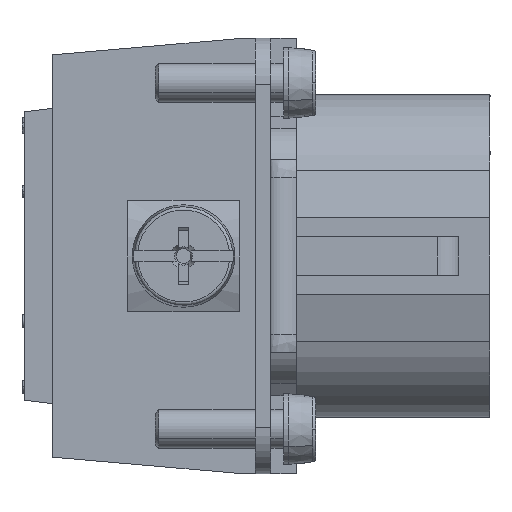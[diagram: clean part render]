
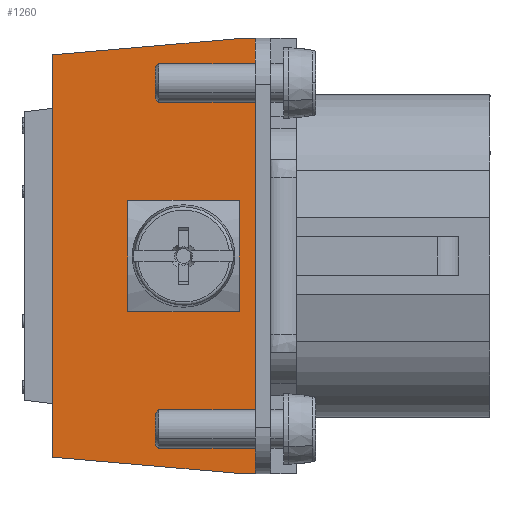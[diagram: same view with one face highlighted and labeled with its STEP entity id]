
A CAD part, left-side view. The second image highlights one B-rep face of the part: STEP entity #1260.
In plain terms, the highlighted planar face has unit normal (-1, 0, 0).
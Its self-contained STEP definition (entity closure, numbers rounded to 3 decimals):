
#1260=ADVANCED_FACE('',(#4784,#4785),#2075,.T.);
#2075=PLANE('',#13512);
#2592=LINE('',#18545,#3682);
#2593=LINE('',#18548,#3683);
#2594=LINE('',#18550,#3684);
#2595=LINE('',#18552,#3685);
#2596=LINE('',#18554,#3686);
#2597=LINE('',#18556,#3687);
#3682=VECTOR('',#14824,1.);
#3683=VECTOR('',#14825,1.);
#3684=VECTOR('',#14826,1.);
#3685=VECTOR('',#14827,1.);
#3686=VECTOR('',#14828,1.);
#3687=VECTOR('',#14829,1.);
#4784=FACE_BOUND('',#5200,.T.);
#4785=FACE_BOUND('',#5201,.T.);
#5200=EDGE_LOOP('',(#6278));
#5201=EDGE_LOOP('',(#6279,#6280,#6281,#6282,#6283,#6284));
#6278=ORIENTED_EDGE('',*,*,#11198,.F.);
#6279=ORIENTED_EDGE('',*,*,#11199,.T.);
#6280=ORIENTED_EDGE('',*,*,#11200,.T.);
#6281=ORIENTED_EDGE('',*,*,#11201,.T.);
#6282=ORIENTED_EDGE('',*,*,#11202,.T.);
#6283=ORIENTED_EDGE('',*,*,#11203,.T.);
#6284=ORIENTED_EDGE('',*,*,#11204,.T.);
#9922=VERTEX_POINT('',#18544);
#9923=VERTEX_POINT('',#18546);
#9924=VERTEX_POINT('',#18547);
#9925=VERTEX_POINT('',#18549);
#9926=VERTEX_POINT('',#18551);
#9927=VERTEX_POINT('',#18553);
#9928=VERTEX_POINT('',#18555);
#11198=EDGE_CURVE('',#9922,#9922,#13020,.T.);
#11199=EDGE_CURVE('',#9923,#9924,#2592,.T.);
#11200=EDGE_CURVE('',#9924,#9925,#2593,.T.);
#11201=EDGE_CURVE('',#9925,#9926,#2594,.T.);
#11202=EDGE_CURVE('',#9926,#9927,#2595,.T.);
#11203=EDGE_CURVE('',#9927,#9928,#2596,.T.);
#11204=EDGE_CURVE('',#9928,#9923,#2597,.T.);
#13020=CIRCLE('',#13511,2.);
#13511=AXIS2_PLACEMENT_3D('',#18543,#14822,#14823);
#13512=AXIS2_PLACEMENT_3D('',#18557,#14830,#14831);
#14822=DIRECTION('',(-1.,0.,0.));
#14823=DIRECTION('',(0.,-1.,0.));
#14824=DIRECTION('',(0.,-1.,0.));
#14825=DIRECTION('',(0.,0.,1.));
#14826=DIRECTION('',(0.,1.,0.));
#14827=DIRECTION('',(0.,0.996,-0.087));
#14828=DIRECTION('',(0.,0.,-1.));
#14829=DIRECTION('',(0.,-0.996,-0.087));
#14830=DIRECTION('',(-1.,0.,0.));
#14831=DIRECTION('',(0.,-1.,0.));
#18543=CARTESIAN_POINT('',(-31.8,-12.4,0.));
#18544=CARTESIAN_POINT('',(-31.8,-14.4,0.));
#18545=CARTESIAN_POINT('',(-31.8,-17.2,-17.));
#18546=CARTESIAN_POINT('',(-31.8,-17.2,-17.));
#18547=CARTESIAN_POINT('',(-31.8,-18.,-17.));
#18548=CARTESIAN_POINT('',(-31.8,-18.,-0.75));
#18549=CARTESIAN_POINT('',(-31.8,-18.,17.));
#18550=CARTESIAN_POINT('',(-31.8,-18.2,17.));
#18551=CARTESIAN_POINT('',(-31.8,-17.2,17.));
#18552=CARTESIAN_POINT('',(-31.8,-17.2,17.));
#18553=CARTESIAN_POINT('',(-31.8,-2.2,15.688));
#18554=CARTESIAN_POINT('',(-31.8,-2.2,-6.));
#18555=CARTESIAN_POINT('',(-31.8,-2.2,-15.688));
#18556=CARTESIAN_POINT('',(-31.8,-2.2,-15.688));
#18557=CARTESIAN_POINT('',(-31.8,-10.1,0.));
